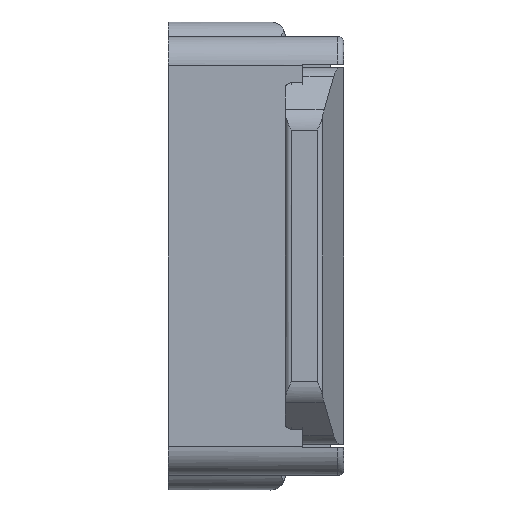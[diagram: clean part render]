
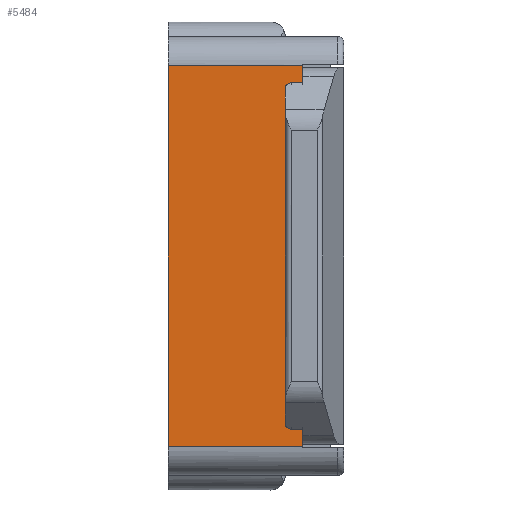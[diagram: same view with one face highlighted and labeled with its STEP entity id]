
A CAD part, left-side view. The second image highlights one B-rep face of the part: STEP entity #5484.
In plain terms, the highlighted planar face has unit normal (-1, 0, 0).
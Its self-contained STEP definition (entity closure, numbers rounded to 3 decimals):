
#127 = EDGE_CURVE ( 'NONE', #437, #1680, #4759, .T. ) ;
#399 = CARTESIAN_POINT ( 'NONE',  ( -19.95, 15., 32.5 ) ) ;
#437 = VERTEX_POINT ( 'NONE', #913 ) ;
#913 = CARTESIAN_POINT ( 'NONE',  ( -19.95, 15., 32.5 ) ) ;
#938 = DIRECTION ( 'NONE',  ( 0., -1., 0. ) ) ;
#1285 = CARTESIAN_POINT ( 'NONE',  ( -19.95, 15., 32.5 ) ) ;
#1388 = CARTESIAN_POINT ( 'NONE',  ( -19.95, 15., -32.5 ) ) ;
#1585 = VERTEX_POINT ( 'NONE', #4565 ) ;
#1632 = B_SPLINE_CURVE_WITH_KNOTS ( 'NONE', 1,
 ( #1709, #1285 ),
 .UNSPECIFIED., .F., .F.,
 ( 2, 2 ),
 ( 0., 23. ),
 .UNSPECIFIED. ) ;
#1680 = VERTEX_POINT ( 'NONE', #1388 ) ;
#1709 = CARTESIAN_POINT ( 'NONE',  ( -19.95, -8., 32.5 ) ) ;
#1942 = FACE_OUTER_BOUND ( 'NONE', #4042, .T. ) ;
#1995 = CARTESIAN_POINT ( 'NONE',  ( -19.95, -8., 0. ) ) ;
#2224 = CARTESIAN_POINT ( 'NONE',  ( -19.95, 15., -32.5 ) ) ;
#2452 = VECTOR ( 'NONE', #2949, 1000. ) ;
#2475 = B_SPLINE_CURVE_WITH_KNOTS ( 'NONE', 1,
 ( #2721, #4584 ),
 .UNSPECIFIED., .F., .F.,
 ( 2, 2 ),
 ( 0., 23. ),
 .UNSPECIFIED. ) ;
#2592 = LINE ( 'NONE', #1995, #2452 ) ;
#2721 = CARTESIAN_POINT ( 'NONE',  ( -19.95, 15., -32.5 ) ) ;
#2870 = ORIENTED_EDGE ( 'NONE', *, *, #5675, .F. ) ;
#2888 = ORIENTED_EDGE ( 'NONE', *, *, #5461, .T. ) ;
#2949 = DIRECTION ( 'NONE',  ( 0., 0., -1. ) ) ;
#3138 = ORIENTED_EDGE ( 'NONE', *, *, #127, .T. ) ;
#3209 = CARTESIAN_POINT ( 'NONE',  ( -19.95, 15., -32.5 ) ) ;
#3282 = PLANE ( 'NONE',  #3310 ) ;
#3310 = AXIS2_PLACEMENT_3D ( 'NONE', #2224, #3753, #938 ) ;
#3753 = DIRECTION ( 'NONE',  ( -1., 0., 0. ) ) ;
#4042 = EDGE_LOOP ( 'NONE', ( #5642, #2870, #2888, #3138 ) ) ;
#4565 = CARTESIAN_POINT ( 'NONE',  ( -19.95, -8., 32.5 ) ) ;
#4584 = CARTESIAN_POINT ( 'NONE',  ( -19.95, -8., -32.5 ) ) ;
#4759 = B_SPLINE_CURVE_WITH_KNOTS ( 'NONE', 1,
 ( #399, #3209 ),
 .UNSPECIFIED., .F., .F.,
 ( 2, 2 ),
 ( 0., 65. ),
 .UNSPECIFIED. ) ;
#5461 = EDGE_CURVE ( 'NONE', #1585, #437, #1632, .T. ) ;
#5484 = ADVANCED_FACE ( 'NONE', ( #1942 ), #3282, .T. ) ;
#5560 = VERTEX_POINT ( 'NONE', #5666 ) ;
#5642 = ORIENTED_EDGE ( 'NONE', *, *, #5944, .T. ) ;
#5666 = CARTESIAN_POINT ( 'NONE',  ( -19.95, -8., -32.5 ) ) ;
#5675 = EDGE_CURVE ( 'NONE', #1585, #5560, #2592, .T. ) ;
#5944 = EDGE_CURVE ( 'NONE', #1680, #5560, #2475, .T. ) ;
